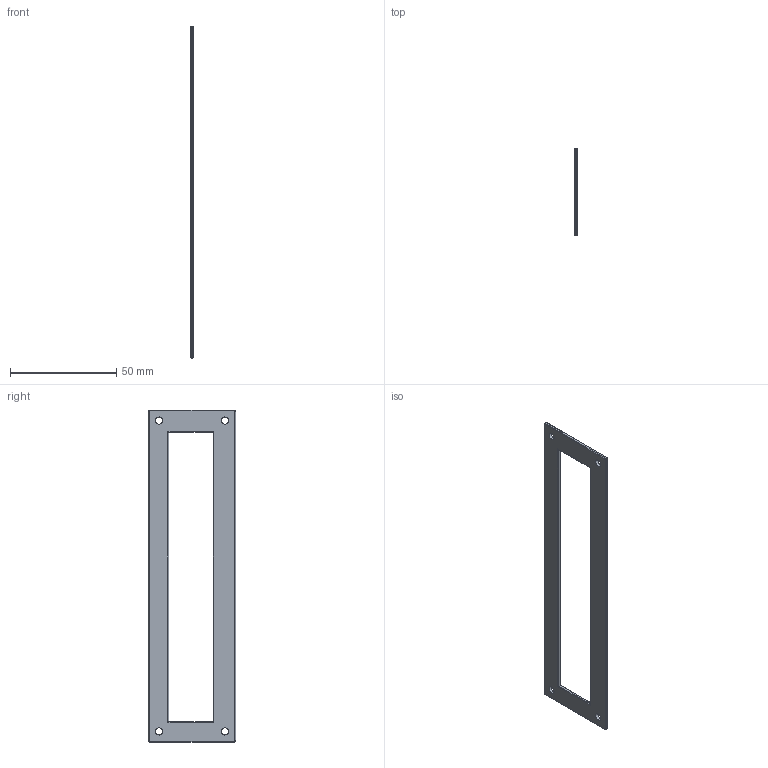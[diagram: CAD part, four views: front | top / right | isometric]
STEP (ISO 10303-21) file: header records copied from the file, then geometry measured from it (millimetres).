
FILE_DESCRIPTION(/* description */ (''),/* implementation_level */ '2;1');
FILE_NAME(/* name */ 'Deus v3 Top.step',/* time_stamp */ '2025-12-22T19:52:58-07:00',/* author */ (''),/* organization */ (''),/* preprocessor_version */ 'ST-DEVELOPER v20.1',/* originating_system */ 'Autodesk Translation Framework v14.21.0.0',/* authorisation */ '');
FILE_SCHEMA (('AUTOMOTIVE_DESIGN { 1 0 10303 214 3 1 1 }'));
Length unit declared in the file: millimetre
Products named in the file (1): 2025-12-22-18-57-00-727
Bounding box: 1.5 x 41.07 x 156.52 mm (x, y, z)
Volume: 5245.5 mm3; surface area: 7976.4 mm2
Topology: 1 solids, 1 shells, 82 faces, 208 edges, 128 vertices
Faces by surface type: bspline 48, cylinder 24, plane 10
Full cylindrical faces by diameter (mm): 3.4 x4
Entity records: 4221 total; most frequent: CARTESIAN_POINT 2339, ORIENTED_EDGE 416, DIRECTION 342, EDGE_CURVE 208, AXIS2_PLACEMENT_3D 147, VERTEX_POINT 128, CIRCLE 104, EDGE_LOOP 92
